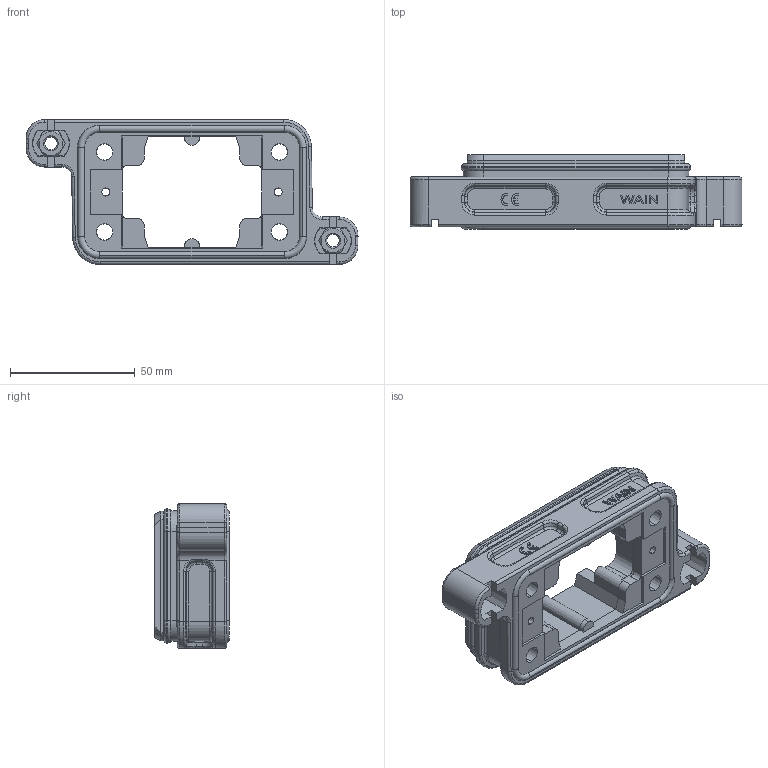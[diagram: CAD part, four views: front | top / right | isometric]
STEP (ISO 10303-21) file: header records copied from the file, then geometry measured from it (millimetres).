
FILE_DESCRIPTION(/* description */ (''),/* implementation_level */ '2;1');
FILE_NAME(/* name */ '3D_1136063201001_HP6B_H-BK-2H_V1.1.STP',/* time_stamp */ '2023-12-22T13:17:55+08:00',/* author */ (''),/* organization */ (''),/* preprocessor_version */ 'ST-DEVELOPER v18.1',/* originating_system */ 'SIEMENS PLM Software NX 1980',/* authorisation */ '');
FILE_SCHEMA (('AP203_CONFIGURATION_CONTROLLED_3D_DESIGN_OF_MECHANICAL_PARTS_AND_ASSEMBLIES_MIM_LF { 1 0 10303 403 2 1 2}'));
Length unit declared in the file: millimetre
Products named in the file (1): temp1
Bounding box: 133 x 29.9 x 58 mm (x, y, z)
Volume: 61246.4 mm3; surface area: 33283 mm2
Topology: 11 solids, 14 shells, 766 faces, 1907 edges, 1174 vertices
Faces by surface type: plane 380, cylinder 174, cone 112, torus 68, bspline 16, extrusion 16
Entity records: 23838 total; most frequent: CARTESIAN_POINT 6522, ORIENTED_EDGE 3814, DIRECTION 3151, EDGE_CURVE 1907, VERTEX_POINT 1174, AXIS2_PLACEMENT_3D 1067, VECTOR 1017, LINE 1001
